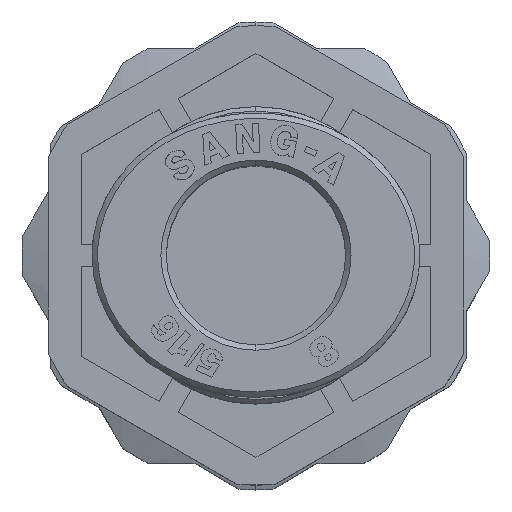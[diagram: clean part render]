
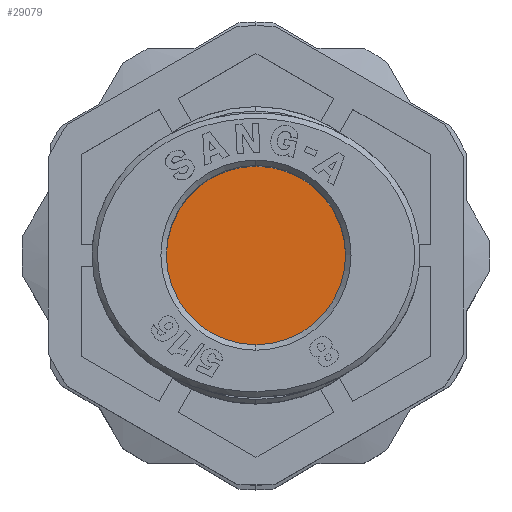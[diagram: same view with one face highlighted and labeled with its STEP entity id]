
A CAD part, top view. The second image highlights one B-rep face of the part: STEP entity #29079.
In plain terms, the highlighted planar face has unit normal (0, 0, 1).
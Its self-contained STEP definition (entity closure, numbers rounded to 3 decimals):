
#527=CARTESIAN_POINT('',(4.1,0.,-0.3));
#528=VERTEX_POINT('',#527);
#537=CARTESIAN_POINT('',(-4.1,0.,-0.3));
#538=VERTEX_POINT('',#537);
#539=CARTESIAN_POINT('',(0.,0.,-0.3));
#540=DIRECTION('',(0.0,0.0,-1.0));
#541=DIRECTION('',(1.0,0.0,0.0));
#542=AXIS2_PLACEMENT_3D('',#539,#540,#541);
#543=CIRCLE('',#542,4.1);
#544=EDGE_CURVE('',#528,#538,#543,.T.);
#29060=CARTESIAN_POINT('',(0.,0.,-0.3));
#29061=DIRECTION('',(0.0,0.0,-1.0));
#29062=DIRECTION('',(1.0,0.0,0.0));
#29063=AXIS2_PLACEMENT_3D('',#29060,#29061,#29062);
#29064=CIRCLE('',#29063,4.1);
#29065=EDGE_CURVE('',#538,#528,#29064,.T.);
#29070=CARTESIAN_POINT('',(0.,0.,-0.3));
#29071=DIRECTION('',(0.0,0.0,-1.0));
#29072=DIRECTION('',(1.0,0.0,0.0));
#29073=AXIS2_PLACEMENT_3D('',#29070,#29071,#29072);
#29074=PLANE('',#29073);
#29075=ORIENTED_EDGE('',*,*,#544,.F.);
#29076=ORIENTED_EDGE('',*,*,#29065,.F.);
#29077=EDGE_LOOP('',(#29075,#29076));
#29078=FACE_OUTER_BOUND('',#29077,.T.);
#29079=ADVANCED_FACE('',(#29078),#29074,.F.);
